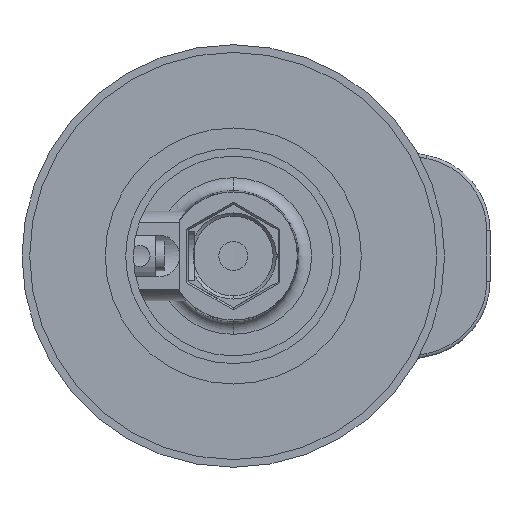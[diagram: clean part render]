
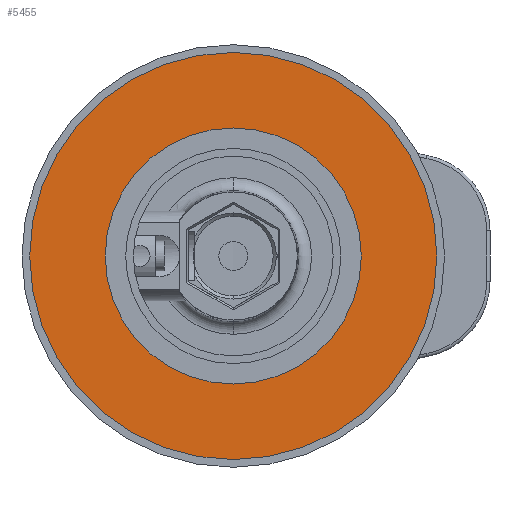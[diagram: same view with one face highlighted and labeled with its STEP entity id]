
A CAD part, front view. The second image highlights one B-rep face of the part: STEP entity #5455.
In plain terms, the highlighted planar face has unit normal (0, -1, 0).
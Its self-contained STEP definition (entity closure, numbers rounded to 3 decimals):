
#401 = CARTESIAN_POINT ( 'NONE',  ( 0., 1.7, 0. ) ) ;
#448 = EDGE_LOOP ( 'NONE', ( #1208 ) ) ;
#639 = EDGE_CURVE ( 'NONE', #1417, #1417, #5392, .T. ) ;
#674 = PLANE ( 'NONE',  #2998 ) ;
#690 = AXIS2_PLACEMENT_3D ( 'NONE', #4041, #834, #3436 ) ;
#834 = DIRECTION ( 'NONE',  ( 0., 1., 0. ) ) ;
#925 = CARTESIAN_POINT ( 'NONE',  ( 0., 1.7, 31.8 ) ) ;
#1208 = ORIENTED_EDGE ( 'NONE', *, *, #639, .F. ) ;
#1417 = VERTEX_POINT ( 'NONE', #925 ) ;
#1459 = DIRECTION ( 'NONE',  ( 0., 1., 0. ) ) ;
#1645 = EDGE_LOOP ( 'NONE', ( #5504 ) ) ;
#2925 = CARTESIAN_POINT ( 'NONE',  ( 0., 1.7, 20. ) ) ;
#2998 = AXIS2_PLACEMENT_3D ( 'NONE', #4526, #3090, #3054 ) ;
#3054 = DIRECTION ( 'NONE',  ( 0., 0., -1. ) ) ;
#3090 = DIRECTION ( 'NONE',  ( 0., -1., 0. ) ) ;
#3405 = DIRECTION ( 'NONE',  ( 0., 0., 1. ) ) ;
#3436 = DIRECTION ( 'NONE',  ( 0., 0., 1. ) ) ;
#3632 = AXIS2_PLACEMENT_3D ( 'NONE', #401, #1459, #3405 ) ;
#3888 = EDGE_CURVE ( 'NONE', #4367, #4367, #3928, .T. ) ;
#3928 = CIRCLE ( 'NONE', #690, 20. ) ;
#4041 = CARTESIAN_POINT ( 'NONE',  ( 0., 1.7, 0. ) ) ;
#4367 = VERTEX_POINT ( 'NONE', #2925 ) ;
#4526 = CARTESIAN_POINT ( 'NONE',  ( -20., 1.7, 0. ) ) ;
#4627 = FACE_BOUND ( 'NONE', #1645, .T. ) ;
#4661 = FACE_OUTER_BOUND ( 'NONE', #448, .T. ) ;
#5392 = CIRCLE ( 'NONE', #3632, 31.8 ) ;
#5455 = ADVANCED_FACE ( 'NONE', ( #4627, #4661 ), #674, .T. ) ;
#5504 = ORIENTED_EDGE ( 'NONE', *, *, #3888, .T. ) ;
